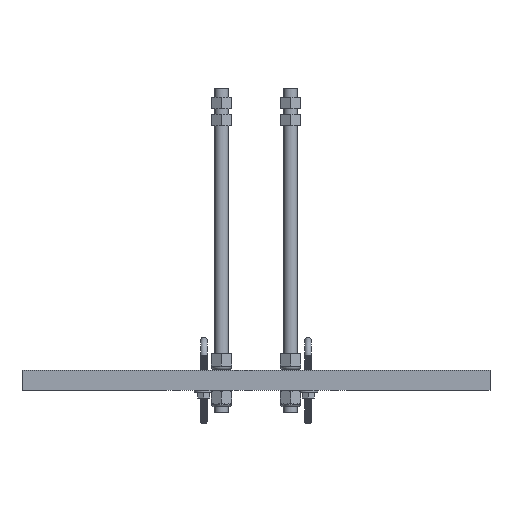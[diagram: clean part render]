
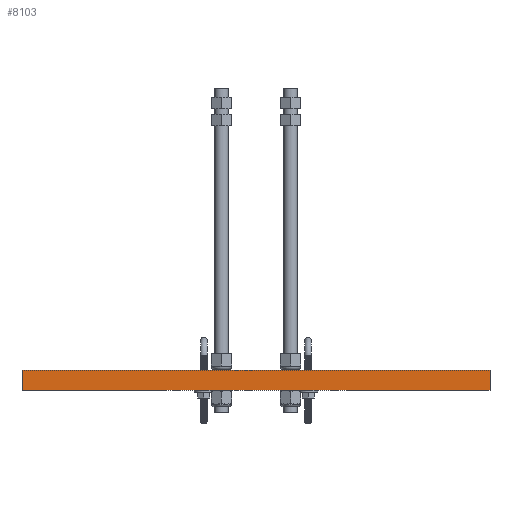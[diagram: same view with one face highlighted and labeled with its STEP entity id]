
A CAD part, front view. The second image highlights one B-rep face of the part: STEP entity #8103.
In plain terms, the highlighted planar face has unit normal (0, -1, 0).
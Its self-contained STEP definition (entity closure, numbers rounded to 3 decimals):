
#242=PLANE('',#8843);
#1042=FACE_OUTER_BOUND('',#1507,.T.);
#1507=EDGE_LOOP('',(#7191,#7192,#7193,#7194));
#2475=LINE('',#31834,#2909);
#2476=LINE('',#31837,#2910);
#2477=LINE('',#31839,#2911);
#2478=LINE('',#31840,#2912);
#2909=VECTOR('',#10582,10.);
#2910=VECTOR('',#10585,10.);
#2911=VECTOR('',#10586,10.);
#2912=VECTOR('',#10587,10.);
#3709=VERTEX_POINT('',#31830);
#3710=VERTEX_POINT('',#31832);
#3711=VERTEX_POINT('',#31836);
#3712=VERTEX_POINT('',#31838);
#4918=EDGE_CURVE('',#3709,#3710,#2475,.T.);
#4919=EDGE_CURVE('',#3709,#3711,#2476,.T.);
#4920=EDGE_CURVE('',#3712,#3710,#2477,.T.);
#4921=EDGE_CURVE('',#3711,#3712,#2478,.T.);
#7191=ORIENTED_EDGE('',*,*,#4919,.F.);
#7192=ORIENTED_EDGE('',*,*,#4918,.T.);
#7193=ORIENTED_EDGE('',*,*,#4920,.F.);
#7194=ORIENTED_EDGE('',*,*,#4921,.F.);
#8103=ADVANCED_FACE('',(#1042),#242,.T.);
#8843=AXIS2_PLACEMENT_3D('',#31835,#10583,#10584);
#10582=DIRECTION('',(0.,0.,-1.));
#10583=DIRECTION('center_axis',(0.,-1.,0.));
#10584=DIRECTION('ref_axis',(-1.,0.,0.));
#10585=DIRECTION('',(1.,0.,0.));
#10586=DIRECTION('',(-1.,0.,0.));
#10587=DIRECTION('',(0.,0.,-1.));
#31830=CARTESIAN_POINT('',(-220.,180.,117.));
#31832=CARTESIAN_POINT('',(-220.,180.,97.95));
#31834=CARTESIAN_POINT('',(-220.,180.,117.));
#31835=CARTESIAN_POINT('Origin',(220.,180.,117.));
#31836=CARTESIAN_POINT('',(220.,180.,117.));
#31837=CARTESIAN_POINT('',(0.,180.,117.));
#31838=CARTESIAN_POINT('',(220.,180.,97.95));
#31839=CARTESIAN_POINT('',(0.,180.,97.95));
#31840=CARTESIAN_POINT('',(220.,180.,117.));
